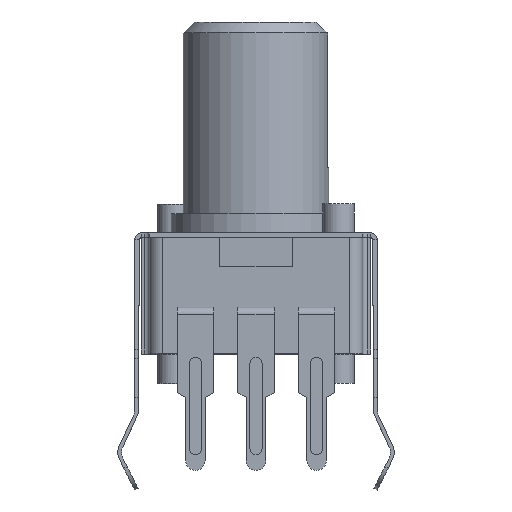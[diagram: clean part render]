
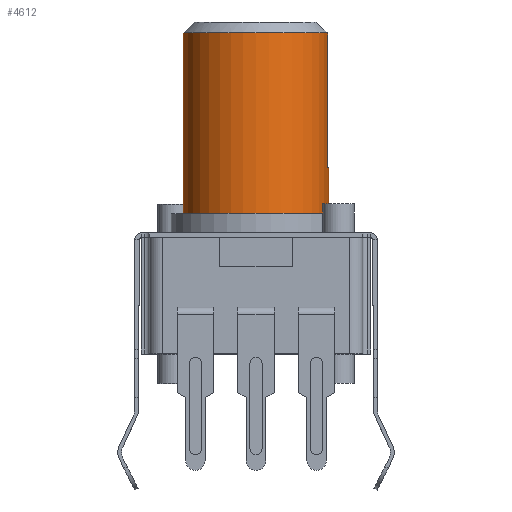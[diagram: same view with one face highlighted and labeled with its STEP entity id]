
A CAD part, top view. The second image highlights one B-rep face of the part: STEP entity #4612.
In plain terms, the highlighted cylindrical face has radius 3 mm (diameter 6 mm), a full revolution.
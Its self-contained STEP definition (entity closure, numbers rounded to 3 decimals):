
#214 = CIRCLE ( 'NONE', #5774, 3. ) ;
#247 = CYLINDRICAL_SURFACE ( 'NONE', #1423, 3. ) ;
#377 = VERTEX_POINT ( 'NONE', #3617 ) ;
#468 = AXIS2_PLACEMENT_3D ( 'NONE', #5738, #3026, #1691 ) ;
#586 = VECTOR ( 'NONE', #4110, 1000. ) ;
#995 = EDGE_CURVE ( 'NONE', #1811, #1872, #3563, .T. ) ;
#1367 = DIRECTION ( 'NONE',  ( 0., -1., 0. ) ) ;
#1423 = AXIS2_PLACEMENT_3D ( 'NONE', #2684, #3197, #1828 ) ;
#1515 = ORIENTED_EDGE ( 'NONE', *, *, #1870, .F. ) ;
#1554 = ORIENTED_EDGE ( 'NONE', *, *, #3448, .T. ) ;
#1691 = DIRECTION ( 'NONE',  ( 1., 0., 0. ) ) ;
#1692 = CIRCLE ( 'NONE', #4111, 3. ) ;
#1780 = EDGE_LOOP ( 'NONE', ( #1825 ) ) ;
#1811 = VERTEX_POINT ( 'NONE', #3667 ) ;
#1825 = ORIENTED_EDGE ( 'NONE', *, *, #1944, .T. ) ;
#1828 = DIRECTION ( 'NONE',  ( 0., 0., -1. ) ) ;
#1870 = EDGE_CURVE ( 'NONE', #1872, #3791, #3479, .T. ) ;
#1872 = VERTEX_POINT ( 'NONE', #5015 ) ;
#1891 = DIRECTION ( 'NONE',  ( 0., 1., 0. ) ) ;
#1944 = EDGE_CURVE ( 'NONE', #377, #377, #214, .T. ) ;
#2269 = VECTOR ( 'NONE', #4422, 1000. ) ;
#2278 = EDGE_CURVE ( 'NONE', #1811, #3687, #3528, .T. ) ;
#2684 = CARTESIAN_POINT ( 'NONE',  ( 0., 39.485, 0. ) ) ;
#2685 = CARTESIAN_POINT ( 'NONE',  ( -1.026, 9.5, -2.819 ) ) ;
#3026 = DIRECTION ( 'NONE',  ( 0., 1., 0. ) ) ;
#3197 = DIRECTION ( 'NONE',  ( 0., -1., 0. ) ) ;
#3300 = CARTESIAN_POINT ( 'NONE',  ( 0., 7.6, 0. ) ) ;
#3448 = EDGE_CURVE ( 'NONE', #3687, #3791, #1692, .T. ) ;
#3479 = LINE ( 'NONE', #2685, #586 ) ;
#3520 = CARTESIAN_POINT ( 'NONE',  ( -1.026, 15.05, -2.819 ) ) ;
#3528 = LINE ( 'NONE', #5302, #2269 ) ;
#3563 = CIRCLE ( 'NONE', #468, 3. ) ;
#3600 = CARTESIAN_POINT ( 'NONE',  ( 0., 15.05, 0. ) ) ;
#3617 = CARTESIAN_POINT ( 'NONE',  ( 0., 7.6, 3. ) ) ;
#3635 = ORIENTED_EDGE ( 'NONE', *, *, #995, .F. ) ;
#3667 = CARTESIAN_POINT ( 'NONE',  ( 2.954, 9.5, 0.521 ) ) ;
#3687 = VERTEX_POINT ( 'NONE', #4898 ) ;
#3791 = VERTEX_POINT ( 'NONE', #3520 ) ;
#3814 = ORIENTED_EDGE ( 'NONE', *, *, #2278, .T. ) ;
#4110 = DIRECTION ( 'NONE',  ( 0., 1., 0. ) ) ;
#4111 = AXIS2_PLACEMENT_3D ( 'NONE', #3600, #1367, #5356 ) ;
#4129 = DIRECTION ( 'NONE',  ( 0., 0., 1. ) ) ;
#4146 = FACE_OUTER_BOUND ( 'NONE', #1780, .T. ) ;
#4422 = DIRECTION ( 'NONE',  ( 0., 1., 0. ) ) ;
#4612 = ADVANCED_FACE ( 'NONE', ( #5342, #4146 ), #247, .T. ) ;
#4898 = CARTESIAN_POINT ( 'NONE',  ( 2.954, 15.05, 0.521 ) ) ;
#5015 = CARTESIAN_POINT ( 'NONE',  ( -1.026, 9.5, -2.819 ) ) ;
#5302 = CARTESIAN_POINT ( 'NONE',  ( 2.954, 9.5, 0.521 ) ) ;
#5342 = FACE_OUTER_BOUND ( 'NONE', #5492, .T. ) ;
#5356 = DIRECTION ( 'NONE',  ( 0., 0., -1. ) ) ;
#5492 = EDGE_LOOP ( 'NONE', ( #3814, #1554, #1515, #3635 ) ) ;
#5738 = CARTESIAN_POINT ( 'NONE',  ( 0., 9.5, 0. ) ) ;
#5774 = AXIS2_PLACEMENT_3D ( 'NONE', #3300, #1891, #4129 ) ;
